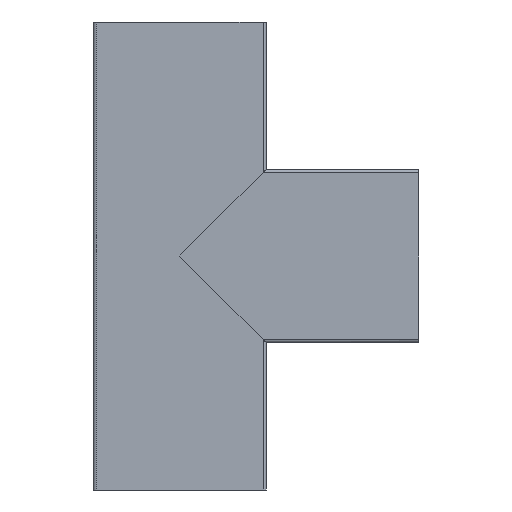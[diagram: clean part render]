
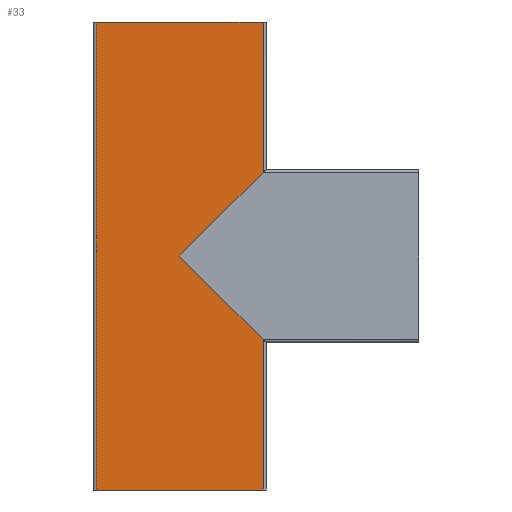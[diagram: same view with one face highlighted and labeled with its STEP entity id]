
A CAD part, front view. The second image highlights one B-rep face of the part: STEP entity #33.
In plain terms, the highlighted planar face has unit normal (0, -1, 0).
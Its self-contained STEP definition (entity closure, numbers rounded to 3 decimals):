
#33 = ADVANCED_FACE ( 'NONE', ( #3806 ), #2451, .F. ) ;
#214 = CARTESIAN_POINT ( 'NONE',  ( -82., -70., 0. ) ) ;
#249 = DIRECTION ( 'NONE',  ( 1., 0., 0. ) ) ;
#262 = VECTOR ( 'NONE', #3991, 1000. ) ;
#283 = CARTESIAN_POINT ( 'NONE',  ( 82., -70., 148. ) ) ;
#451 = EDGE_CURVE ( 'NONE', #2559, #2660, #3088, .T. ) ;
#517 = VECTOR ( 'NONE', #4240, 1000. ) ;
#522 = CARTESIAN_POINT ( 'NONE',  ( 82., -70., 460. ) ) ;
#569 = AXIS2_PLACEMENT_3D ( 'NONE', #4441, #1804, #844 ) ;
#607 = CARTESIAN_POINT ( 'NONE',  ( 85., -70., 145. ) ) ;
#684 = LINE ( 'NONE', #522, #3381 ) ;
#828 = ORIENTED_EDGE ( 'NONE', *, *, #3261, .T. ) ;
#844 = DIRECTION ( 'NONE',  ( 0., 0., 1. ) ) ;
#921 = ORIENTED_EDGE ( 'NONE', *, *, #3369, .F. ) ;
#922 = VECTOR ( 'NONE', #249, 1000. ) ;
#1027 = VERTEX_POINT ( 'NONE', #2192 ) ;
#1070 = CARTESIAN_POINT ( 'NONE',  ( 82., -70., 0. ) ) ;
#1167 = VERTEX_POINT ( 'NONE', #2018 ) ;
#1524 = VECTOR ( 'NONE', #4516, 1000. ) ;
#1614 = EDGE_LOOP ( 'NONE', ( #921, #2181, #3581, #2067, #2187, #828, #3945 ) ) ;
#1653 = EDGE_CURVE ( 'NONE', #2224, #1027, #3730, .T. ) ;
#1804 = DIRECTION ( 'NONE',  ( 0., 1., 0. ) ) ;
#1930 = LINE ( 'NONE', #4084, #3652 ) ;
#2018 = CARTESIAN_POINT ( 'NONE',  ( 82., -70., 312. ) ) ;
#2067 = ORIENTED_EDGE ( 'NONE', *, *, #4511, .F. ) ;
#2181 = ORIENTED_EDGE ( 'NONE', *, *, #451, .T. ) ;
#2187 = ORIENTED_EDGE ( 'NONE', *, *, #1653, .F. ) ;
#2192 = CARTESIAN_POINT ( 'NONE',  ( 82., -70., 460. ) ) ;
#2201 = LINE ( 'NONE', #2508, #517 ) ;
#2224 = VERTEX_POINT ( 'NONE', #3630 ) ;
#2436 = EDGE_CURVE ( 'NONE', #3737, #3231, #3938, .T. ) ;
#2451 = PLANE ( 'NONE',  #569 ) ;
#2500 = CARTESIAN_POINT ( 'NONE',  ( 0., -70., 230. ) ) ;
#2508 = CARTESIAN_POINT ( 'NONE',  ( -82., -70., 460. ) ) ;
#2559 = VERTEX_POINT ( 'NONE', #283 ) ;
#2660 = VERTEX_POINT ( 'NONE', #2500 ) ;
#2722 = CARTESIAN_POINT ( 'NONE',  ( -82., -70., 460. ) ) ;
#3014 = VECTOR ( 'NONE', #4090, 1000. ) ;
#3088 = LINE ( 'NONE', #607, #262 ) ;
#3231 = VERTEX_POINT ( 'NONE', #1070 ) ;
#3261 = EDGE_CURVE ( 'NONE', #2224, #3737, #2201, .T. ) ;
#3264 = CARTESIAN_POINT ( 'NONE',  ( -82., -70., 0. ) ) ;
#3369 = EDGE_CURVE ( 'NONE', #2559, #3231, #684, .T. ) ;
#3381 = VECTOR ( 'NONE', #4046, 1000. ) ;
#3581 = ORIENTED_EDGE ( 'NONE', *, *, #4104, .T. ) ;
#3630 = CARTESIAN_POINT ( 'NONE',  ( -82., -70., 460. ) ) ;
#3652 = VECTOR ( 'NONE', #4419, 1000. ) ;
#3730 = LINE ( 'NONE', #2722, #922 ) ;
#3737 = VERTEX_POINT ( 'NONE', #3264 ) ;
#3806 = FACE_OUTER_BOUND ( 'NONE', #1614, .T. ) ;
#3938 = LINE ( 'NONE', #214, #3014 ) ;
#3945 = ORIENTED_EDGE ( 'NONE', *, *, #2436, .T. ) ;
#3991 = DIRECTION ( 'NONE',  ( -0.707, 0., 0.707 ) ) ;
#4046 = DIRECTION ( 'NONE',  ( 0., 0., -1. ) ) ;
#4084 = CARTESIAN_POINT ( 'NONE',  ( 82., -70., 460. ) ) ;
#4090 = DIRECTION ( 'NONE',  ( 1., 0., 0. ) ) ;
#4104 = EDGE_CURVE ( 'NONE', #2660, #1167, #4295, .T. ) ;
#4189 = CARTESIAN_POINT ( 'NONE',  ( 0., -70., 230. ) ) ;
#4240 = DIRECTION ( 'NONE',  ( 0., 0., -1. ) ) ;
#4295 = LINE ( 'NONE', #4189, #1524 ) ;
#4419 = DIRECTION ( 'NONE',  ( 0., 0., -1. ) ) ;
#4441 = CARTESIAN_POINT ( 'NONE',  ( -82., -70., 460. ) ) ;
#4511 = EDGE_CURVE ( 'NONE', #1027, #1167, #1930, .T. ) ;
#4516 = DIRECTION ( 'NONE',  ( 0.707, 0., 0.707 ) ) ;
